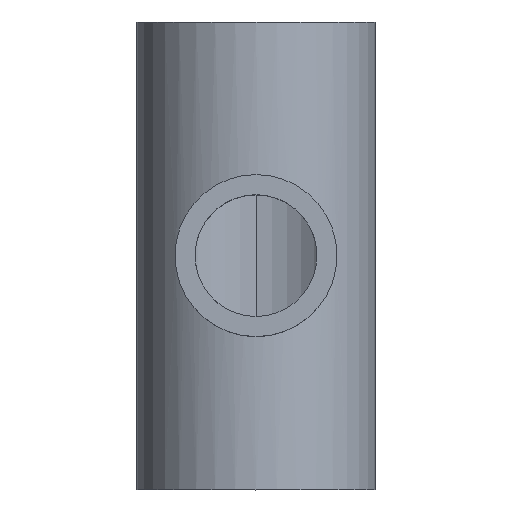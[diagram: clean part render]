
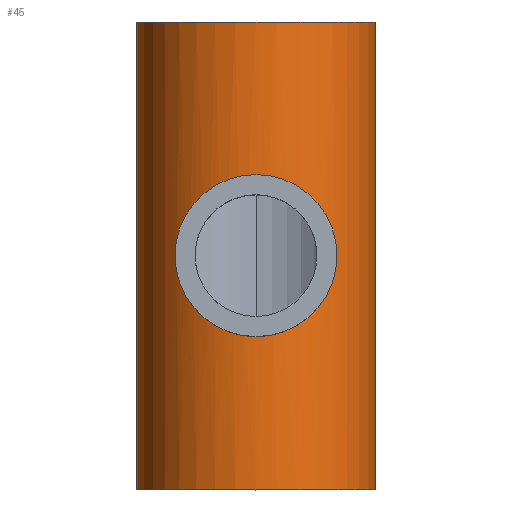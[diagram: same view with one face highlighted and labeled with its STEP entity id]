
A CAD part, top view. The second image highlights one B-rep face of the part: STEP entity #45.
In plain terms, the highlighted cylindrical face has radius 24.5 mm (diameter 49 mm), a partial arc.
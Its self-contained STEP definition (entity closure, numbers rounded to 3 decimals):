
#45=ADVANCED_FACE('',(#103,#104),#105,.T.);
#103=FACE_OUTER_BOUND('',#178,.T.);
#104=FACE_BOUND('',#179,.T.);
#105=CYLINDRICAL_SURFACE('',#180,24.5);
#178=EDGE_LOOP('',(#247,#248,#249,#250));
#179=EDGE_LOOP('',(#251,#252));
#180=AXIS2_PLACEMENT_3D('',#253,#254,#255);
#247=ORIENTED_EDGE('',*,*,#418,.F.);
#248=ORIENTED_EDGE('',*,*,#419,.F.);
#249=ORIENTED_EDGE('',*,*,#420,.F.);
#250=ORIENTED_EDGE('',*,*,#421,.F.);
#251=ORIENTED_EDGE('',*,*,#422,.T.);
#252=ORIENTED_EDGE('',*,*,#423,.T.);
#253=CARTESIAN_POINT('',(0.0,0.0,0.0));
#254=DIRECTION('',(0.0,-1.0,0.0));
#255=DIRECTION('',(1.0,0.0,0.0));
#418=EDGE_CURVE('',#484,#485,#486,.T.);
#419=EDGE_CURVE('',#487,#484,#488,.T.);
#420=EDGE_CURVE('',#489,#487,#490,.T.);
#421=EDGE_CURVE('',#485,#489,#491,.T.);
#422=EDGE_CURVE('',#492,#493,#494,.T.);
#423=EDGE_CURVE('',#493,#492,#495,.T.);
#484=VERTEX_POINT('',#580);
#485=VERTEX_POINT('',#581);
#486=LINE('',#582,#583);
#487=VERTEX_POINT('',#584);
#488=CIRCLE('',#585,24.5);
#489=VERTEX_POINT('',#586);
#490=LINE('',#587,#588);
#491=CIRCLE('',#589,24.5);
#492=VERTEX_POINT('',#590);
#493=VERTEX_POINT('',#591);
#494=B_SPLINE_CURVE_WITH_KNOTS('',3,(#592,#593,#594,#595,#596,#597,#598,#599,#600,#601,#602,#603,#604,#605,#606,#607,#608,#609,#610,#611,#612,#613,#614,#615,#616,#617,#618,#619,#620,#621,#622,#623,#624,#625,#626,#627,#628,#629,#630,#631,#632,#633),.UNSPECIFIED.,.F.,.F.,(4,2,2,2,2,2,2,2,2,2,2,2,2,2,2,2,2,2,2,2,4),(0.0,1.63,3.259,6.519,9.778,13.038,16.26,19.481,22.703,24.314,25.924,27.535,29.146,32.368,35.589,38.811,42.07,45.33,48.589,50.219,51.849),.UNSPECIFIED.);
#495=B_SPLINE_CURVE_WITH_KNOTS('',3,(#634,#635,#636,#637,#638,#639,#640,#641,#642,#643,#644,#645,#646,#647,#648,#649,#650,#651,#652,#653,#654,#655,#656,#657,#658,#659,#660,#661,#662,#663,#664,#665,#666,#667,#668,#669,#670,#671,#672,#673,#674,#675),.UNSPECIFIED.,.F.,.F.,(4,2,2,2,2,2,2,2,2,2,2,2,2,2,2,2,2,2,2,2,4),(51.849,53.479,55.108,58.368,61.627,64.887,68.108,71.33,74.552,76.163,77.773,79.384,80.995,84.217,87.438,90.66,93.919,97.179,100.438,102.068,103.698),.UNSPECIFIED.);
#580=CARTESIAN_POINT('',(24.5,48.0,0.0));
#581=CARTESIAN_POINT('',(24.5,-48.0,0.0));
#582=CARTESIAN_POINT('',(24.5,0.0,0.));
#583=VECTOR('',#848,1.0);
#584=CARTESIAN_POINT('',(-24.5,48.0,0.));
#585=AXIS2_PLACEMENT_3D('',#849,#850,#851);
#586=CARTESIAN_POINT('',(-24.5,-48.0,0.));
#587=CARTESIAN_POINT('',(-24.5,0.0,0.));
#588=VECTOR('',#852,1.0);
#589=AXIS2_PLACEMENT_3D('',#853,#854,#855);
#590=CARTESIAN_POINT('',(16.5,0.0,18.111));
#591=CARTESIAN_POINT('',(-16.5,0.,18.111));
#592=CARTESIAN_POINT('',(16.5,0.0,18.111));
#593=CARTESIAN_POINT('',(16.5,-0.543,18.111));
#594=CARTESIAN_POINT('',(16.473,-1.091,18.135));
#595=CARTESIAN_POINT('',(16.364,-2.184,18.234));
#596=CARTESIAN_POINT('',(16.282,-2.729,18.308));
#597=CARTESIAN_POINT('',(15.954,-4.35,18.596));
#598=CARTESIAN_POINT('',(15.626,-5.409,18.877));
#599=CARTESIAN_POINT('',(14.777,-7.421,19.549));
#600=CARTESIAN_POINT('',(14.255,-8.377,19.939));
#601=CARTESIAN_POINT('',(13.059,-10.141,20.742));
#602=CARTESIAN_POINT('',(12.385,-10.95,21.155));
#603=CARTESIAN_POINT('',(10.958,-12.376,21.928));
#604=CARTESIAN_POINT('',(10.154,-13.049,22.317));
#605=CARTESIAN_POINT('',(8.389,-14.248,23.039));
#606=CARTESIAN_POINT('',(7.428,-14.774,23.37));
#607=CARTESIAN_POINT('',(5.404,-15.629,23.92));
#608=CARTESIAN_POINT('',(4.338,-15.958,24.138));
#609=CARTESIAN_POINT('',(2.715,-16.285,24.355));
#610=CARTESIAN_POINT('',(2.169,-16.366,24.41));
#611=CARTESIAN_POINT('',(1.08,-16.474,24.482));
#612=CARTESIAN_POINT('',(0.537,-16.5,24.5));
#613=CARTESIAN_POINT('',(-0.537,-16.5,24.5));
#614=CARTESIAN_POINT('',(-1.08,-16.474,24.482));
#615=CARTESIAN_POINT('',(-2.169,-16.366,24.41));
#616=CARTESIAN_POINT('',(-2.715,-16.285,24.355));
#617=CARTESIAN_POINT('',(-4.338,-15.958,24.138));
#618=CARTESIAN_POINT('',(-5.404,-15.629,23.92));
#619=CARTESIAN_POINT('',(-7.428,-14.774,23.37));
#620=CARTESIAN_POINT('',(-8.389,-14.248,23.039));
#621=CARTESIAN_POINT('',(-10.154,-13.049,22.317));
#622=CARTESIAN_POINT('',(-10.958,-12.376,21.928));
#623=CARTESIAN_POINT('',(-12.385,-10.95,21.155));
#624=CARTESIAN_POINT('',(-13.059,-10.141,20.742));
#625=CARTESIAN_POINT('',(-14.255,-8.377,19.939));
#626=CARTESIAN_POINT('',(-14.777,-7.421,19.549));
#627=CARTESIAN_POINT('',(-15.626,-5.409,18.877));
#628=CARTESIAN_POINT('',(-15.954,-4.35,18.596));
#629=CARTESIAN_POINT('',(-16.282,-2.729,18.308));
#630=CARTESIAN_POINT('',(-16.364,-2.184,18.234));
#631=CARTESIAN_POINT('',(-16.473,-1.091,18.135));
#632=CARTESIAN_POINT('',(-16.5,-0.543,18.111));
#633=CARTESIAN_POINT('',(-16.5,0.,18.111));
#634=CARTESIAN_POINT('',(-16.5,0.,18.111));
#635=CARTESIAN_POINT('',(-16.5,0.543,18.111));
#636=CARTESIAN_POINT('',(-16.473,1.091,18.135));
#637=CARTESIAN_POINT('',(-16.364,2.184,18.234));
#638=CARTESIAN_POINT('',(-16.282,2.729,18.308));
#639=CARTESIAN_POINT('',(-15.954,4.35,18.596));
#640=CARTESIAN_POINT('',(-15.626,5.409,18.877));
#641=CARTESIAN_POINT('',(-14.777,7.421,19.549));
#642=CARTESIAN_POINT('',(-14.255,8.377,19.939));
#643=CARTESIAN_POINT('',(-13.059,10.141,20.742));
#644=CARTESIAN_POINT('',(-12.385,10.95,21.155));
#645=CARTESIAN_POINT('',(-10.958,12.376,21.928));
#646=CARTESIAN_POINT('',(-10.154,13.049,22.317));
#647=CARTESIAN_POINT('',(-8.389,14.248,23.039));
#648=CARTESIAN_POINT('',(-7.428,14.774,23.37));
#649=CARTESIAN_POINT('',(-5.404,15.629,23.92));
#650=CARTESIAN_POINT('',(-4.338,15.958,24.138));
#651=CARTESIAN_POINT('',(-2.715,16.285,24.355));
#652=CARTESIAN_POINT('',(-2.169,16.366,24.41));
#653=CARTESIAN_POINT('',(-1.08,16.474,24.482));
#654=CARTESIAN_POINT('',(-0.537,16.5,24.5));
#655=CARTESIAN_POINT('',(0.537,16.5,24.5));
#656=CARTESIAN_POINT('',(1.08,16.474,24.482));
#657=CARTESIAN_POINT('',(2.169,16.366,24.41));
#658=CARTESIAN_POINT('',(2.715,16.285,24.355));
#659=CARTESIAN_POINT('',(4.338,15.958,24.138));
#660=CARTESIAN_POINT('',(5.404,15.629,23.92));
#661=CARTESIAN_POINT('',(7.428,14.774,23.37));
#662=CARTESIAN_POINT('',(8.389,14.248,23.039));
#663=CARTESIAN_POINT('',(10.154,13.049,22.317));
#664=CARTESIAN_POINT('',(10.958,12.376,21.928));
#665=CARTESIAN_POINT('',(12.385,10.95,21.155));
#666=CARTESIAN_POINT('',(13.059,10.141,20.742));
#667=CARTESIAN_POINT('',(14.255,8.377,19.939));
#668=CARTESIAN_POINT('',(14.777,7.421,19.549));
#669=CARTESIAN_POINT('',(15.626,5.409,18.877));
#670=CARTESIAN_POINT('',(15.954,4.35,18.596));
#671=CARTESIAN_POINT('',(16.282,2.729,18.308));
#672=CARTESIAN_POINT('',(16.364,2.184,18.234));
#673=CARTESIAN_POINT('',(16.473,1.091,18.135));
#674=CARTESIAN_POINT('',(16.5,0.543,18.111));
#675=CARTESIAN_POINT('',(16.5,0.0,18.111));
#848=DIRECTION('',(0.0,-1.0,0.0));
#849=CARTESIAN_POINT('',(0.0,48.0,0.0));
#850=DIRECTION('',(-0.0,1.0,0.0));
#851=DIRECTION('',(1.0,0.0,0.0));
#852=DIRECTION('',(-0.0,1.0,-0.0));
#853=CARTESIAN_POINT('',(0.0,-48.0,0.0));
#854=DIRECTION('',(0.0,-1.0,0.0));
#855=DIRECTION('',(1.0,0.0,0.0));
